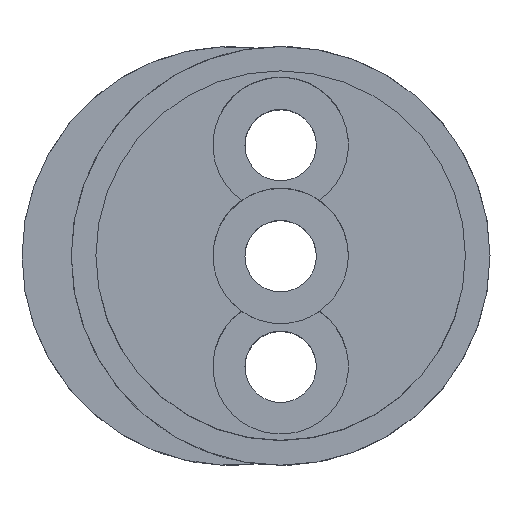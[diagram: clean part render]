
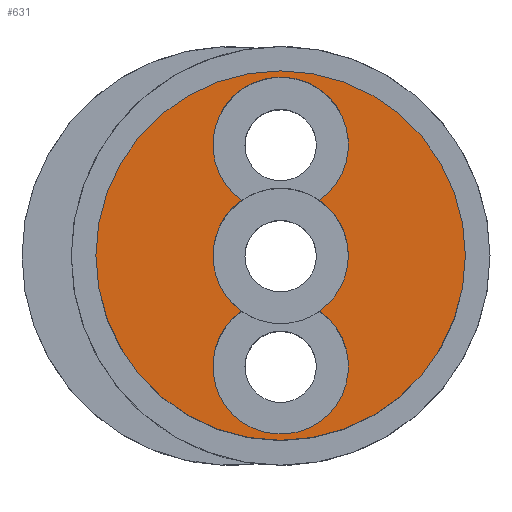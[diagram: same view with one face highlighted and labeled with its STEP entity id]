
A CAD part, top view. The second image highlights one B-rep face of the part: STEP entity #631.
In plain terms, the highlighted planar face has unit normal (0, 0, 1).
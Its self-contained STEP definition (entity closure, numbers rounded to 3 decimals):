
#113=FACE_BOUND('',#168,.T.);
#127=FACE_OUTER_BOUND('',#167,.T.);
#167=EDGE_LOOP('',(#445));
#168=EDGE_LOOP('',(#446,#447,#448,#449,#450));
#217=CIRCLE('',#681,2.75);
#218=CIRCLE('',#683,2.75);
#219=CIRCLE('',#685,7.5);
#220=CIRCLE('',#686,2.75);
#221=CIRCLE('',#687,2.75);
#222=CIRCLE('',#688,2.75);
#279=VERTEX_POINT('',#1033);
#280=VERTEX_POINT('',#1035);
#281=VERTEX_POINT('',#1039);
#282=VERTEX_POINT('',#1041);
#283=VERTEX_POINT('',#1045);
#284=VERTEX_POINT('',#1047);
#343=EDGE_CURVE('',#280,#279,#217,.T.);
#346=EDGE_CURVE('',#282,#281,#218,.T.);
#348=EDGE_CURVE('',#283,#283,#219,.T.);
#349=EDGE_CURVE('',#279,#284,#220,.T.);
#350=EDGE_CURVE('',#284,#282,#221,.T.);
#351=EDGE_CURVE('',#281,#280,#222,.T.);
#445=ORIENTED_EDGE('',*,*,#348,.T.);
#446=ORIENTED_EDGE('',*,*,#343,.T.);
#447=ORIENTED_EDGE('',*,*,#349,.T.);
#448=ORIENTED_EDGE('',*,*,#350,.T.);
#449=ORIENTED_EDGE('',*,*,#346,.T.);
#450=ORIENTED_EDGE('',*,*,#351,.T.);
#613=PLANE('',#684);
#631=ADVANCED_FACE('',(#127,#113),#613,.T.);
#681=AXIS2_PLACEMENT_3D('',#1036,#803,#804);
#683=AXIS2_PLACEMENT_3D('',#1042,#809,#810);
#684=AXIS2_PLACEMENT_3D('',#1044,#812,#813);
#685=AXIS2_PLACEMENT_3D('',#1046,#814,#815);
#686=AXIS2_PLACEMENT_3D('',#1048,#816,#817);
#687=AXIS2_PLACEMENT_3D('',#1049,#818,#819);
#688=AXIS2_PLACEMENT_3D('',#1050,#820,#821);
#803=DIRECTION('center_axis',(0.,0.,-1.));
#804=DIRECTION('ref_axis',(-1.,0.,0.));
#809=DIRECTION('center_axis',(0.,0.,-1.));
#810=DIRECTION('ref_axis',(-1.,0.,0.));
#812=DIRECTION('center_axis',(0.,0.,1.));
#813=DIRECTION('ref_axis',(1.,0.,0.));
#814=DIRECTION('center_axis',(0.,0.,1.));
#815=DIRECTION('ref_axis',(1.,0.,0.));
#816=DIRECTION('center_axis',(0.,0.,-1.));
#817=DIRECTION('ref_axis',(-1.,0.,0.));
#818=DIRECTION('center_axis',(0.,0.,-1.));
#819=DIRECTION('ref_axis',(-1.,0.,0.));
#820=DIRECTION('center_axis',(0.,0.,-1.));
#821=DIRECTION('ref_axis',(-1.,0.,0.));
#1033=CARTESIAN_POINT('',(1.581,2.25,28.));
#1035=CARTESIAN_POINT('',(-1.581,2.25,28.));
#1036=CARTESIAN_POINT('Origin',(0.,4.5,
28.));
#1039=CARTESIAN_POINT('',(-1.581,-2.25,28.));
#1041=CARTESIAN_POINT('',(1.581,-2.25,28.));
#1042=CARTESIAN_POINT('Origin',(0.,-4.5,28.));
#1044=CARTESIAN_POINT('Origin',(0.,0.,28.));
#1045=CARTESIAN_POINT('',(-7.5,0.,28.));
#1046=CARTESIAN_POINT('Origin',(0.,0.,28.));
#1047=CARTESIAN_POINT('',(2.75,0.,28.));
#1048=CARTESIAN_POINT('Origin',(0.,0.,
28.));
#1049=CARTESIAN_POINT('Origin',(0.,0.,
28.));
#1050=CARTESIAN_POINT('Origin',(0.,0.,
28.));
